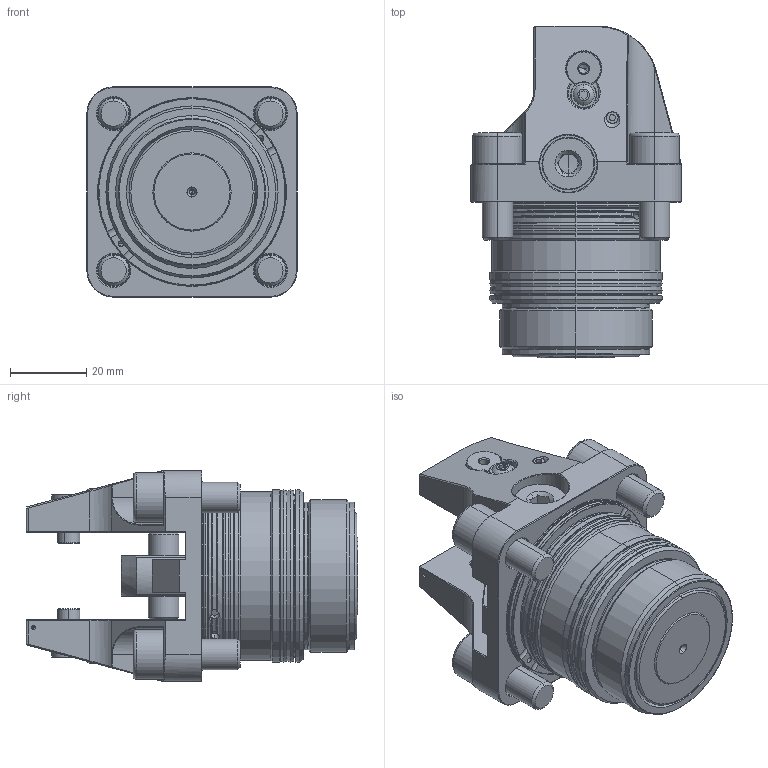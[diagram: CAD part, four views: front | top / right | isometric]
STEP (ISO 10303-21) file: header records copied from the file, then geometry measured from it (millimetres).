
FILE_DESCRIPTION (( 'STEP AP214' ), '1' );
FILE_NAME ('DLSP-A3308-000.step', '2025-12-19T09:48:31', ( '' ), ( '' ), 'SwSTEP 2.0', 'SolidWorks 2025', '' );
FILE_SCHEMA (( 'AUTOMOTIVE_DESIGN' ));
Length unit declared in the file: millimetre
Products named in the file (1): DLSP-A3308-000
Bounding box: 55 x 86.8 x 55 mm (x, y, z)
Volume: 112038.4 mm3; surface area: 36986.9 mm2
Topology: 18 solids, 19 shells, 824 faces, 1895 edges, 1119 vertices
Faces by surface type: plane 278, cone 238, cylinder 198, torus 84, bspline 22, sphere 4
Entity records: 27895 total; most frequent: CARTESIAN_POINT 9213, DIRECTION 4011, ORIENTED_EDGE 3746, EDGE_CURVE 1873, AXIS2_PLACEMENT_3D 1590, VERTEX_POINT 1119, EDGE_LOOP 896, VECTOR 831
